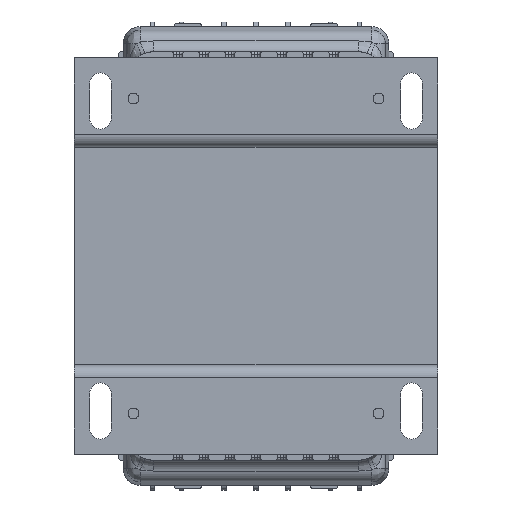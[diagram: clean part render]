
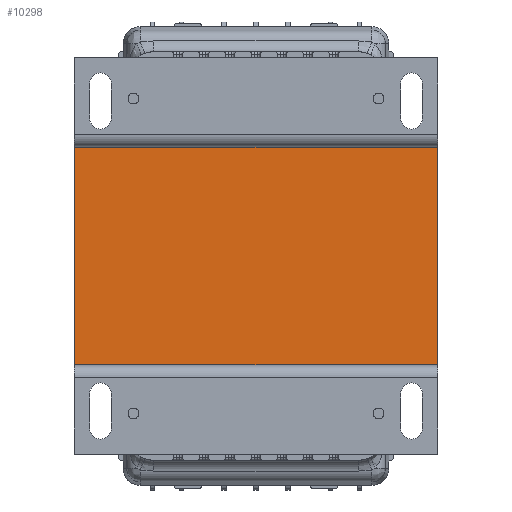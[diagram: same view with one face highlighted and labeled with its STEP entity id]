
A CAD part, front view. The second image highlights one B-rep face of the part: STEP entity #10298.
In plain terms, the highlighted planar face has unit normal (0, -1, 0).
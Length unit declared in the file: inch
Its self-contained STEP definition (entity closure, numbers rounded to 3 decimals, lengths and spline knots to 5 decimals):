
#53 = AXIS2_PLACEMENT_3D ( 'NONE', #7524, #7426, #5514 ) ;
#682 = EDGE_LOOP ( 'NONE', ( #21948, #21351, #15686, #22991 ) ) ;
#1327 = LINE ( 'NONE', #8456, #23826 ) ;
#4138 = EDGE_CURVE ( 'NONE', #21361, #20359, #1327, .T. ) ;
#5514 = DIRECTION ( 'NONE',  ( 0., 0., -1. ) ) ;
#5983 = DIRECTION ( 'NONE',  ( 0., 0., 1. ) ) ;
#6334 = CARTESIAN_POINT ( 'NONE',  ( -2.15259, -1.52919, 1.5748 ) ) ;
#6755 = EDGE_CURVE ( 'NONE', #17339, #21361, #24323, .T. ) ;
#6993 = CARTESIAN_POINT ( 'NONE',  ( -2.15259, -1.52919, -1.5748 ) ) ;
#7077 = VERTEX_POINT ( 'NONE', #9171 ) ;
#7300 = LINE ( 'NONE', #6993, #22868 ) ;
#7426 = DIRECTION ( 'NONE',  ( 0., -1., 0. ) ) ;
#7524 = CARTESIAN_POINT ( 'NONE',  ( 0., -1.52919, 0. ) ) ;
#8456 = CARTESIAN_POINT ( 'NONE',  ( 3.0915, -1.52919, 1.5748 ) ) ;
#9171 = CARTESIAN_POINT ( 'NONE',  ( -2.15259, -1.52919, -1.5748 ) ) ;
#9956 = VECTOR ( 'NONE', #5983, 39.37008 ) ;
#10023 = CARTESIAN_POINT ( 'NONE',  ( -2.15259, -1.52919, 1.5748 ) ) ;
#10298 = ADVANCED_FACE ( 'NONE', ( #12442 ), #19078, .T. ) ;
#10564 = DIRECTION ( 'NONE',  ( -1., 0., 0. ) ) ;
#10576 = EDGE_CURVE ( 'NONE', #20359, #7077, #19885, .T. ) ;
#10794 = EDGE_CURVE ( 'NONE', #7077, #17339, #7300, .T. ) ;
#12442 = FACE_OUTER_BOUND ( 'NONE', #682, .T. ) ;
#15686 = ORIENTED_EDGE ( 'NONE', *, *, #10794, .T. ) ;
#15980 = DIRECTION ( 'NONE',  ( 0., 0., -1. ) ) ;
#17139 = CARTESIAN_POINT ( 'NONE',  ( 3.0915, -1.52919, 1.5748 ) ) ;
#17339 = VERTEX_POINT ( 'NONE', #20023 ) ;
#17598 = CARTESIAN_POINT ( 'NONE',  ( 3.0915, -1.52919, -1.5748 ) ) ;
#17770 = VECTOR ( 'NONE', #15980, 39.37008 ) ;
#19078 = PLANE ( 'NONE',  #53 ) ;
#19885 = LINE ( 'NONE', #6334, #17770 ) ;
#20023 = CARTESIAN_POINT ( 'NONE',  ( 3.0915, -1.52919, -1.5748 ) ) ;
#20304 = DIRECTION ( 'NONE',  ( 1., 0., 0. ) ) ;
#20359 = VERTEX_POINT ( 'NONE', #10023 ) ;
#21351 = ORIENTED_EDGE ( 'NONE', *, *, #10576, .T. ) ;
#21361 = VERTEX_POINT ( 'NONE', #17139 ) ;
#21948 = ORIENTED_EDGE ( 'NONE', *, *, #4138, .T. ) ;
#22868 = VECTOR ( 'NONE', #20304, 39.37008 ) ;
#22991 = ORIENTED_EDGE ( 'NONE', *, *, #6755, .T. ) ;
#23826 = VECTOR ( 'NONE', #10564, 39.37008 ) ;
#24323 = LINE ( 'NONE', #17598, #9956 ) ;
